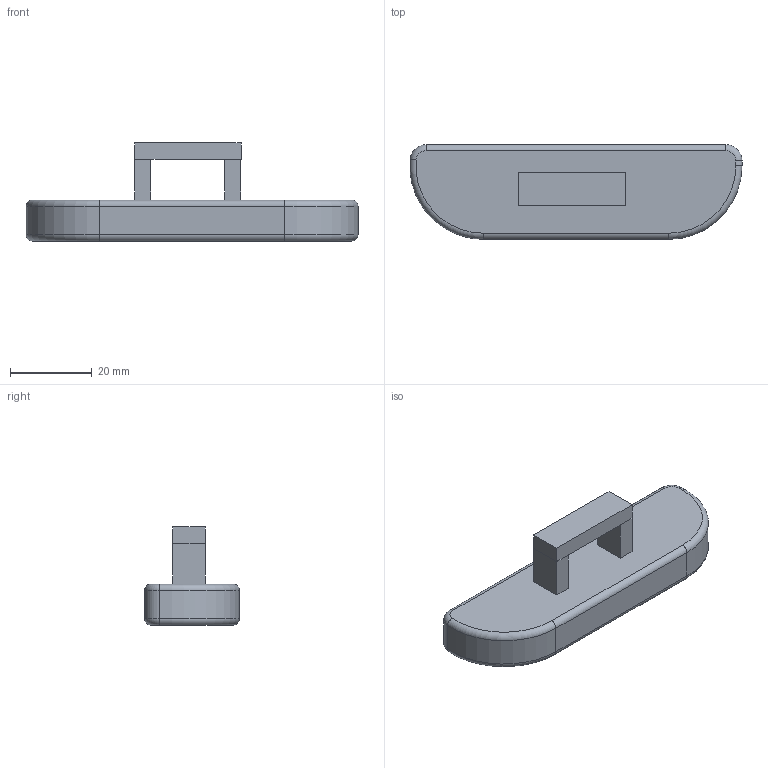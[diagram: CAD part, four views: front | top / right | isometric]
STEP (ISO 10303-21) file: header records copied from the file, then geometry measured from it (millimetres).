
FILE_DESCRIPTION(/* description */ ('Alibre Inc.'),/* implementation_level */ '2;1');
FILE_NAME(/* name */ 'export-3837AFA5-1D90-4CA3-A091-94BCD10B0516',/* time_stamp */ '2024-07-14T16:23:39-04:00',/* author */ (''),/* organization */ (''),/* preprocessor_version */ 'ST-DEVELOPER v17',/* originating_system */ 'Alibre',/* authorisation */ '');
FILE_SCHEMA (('CONFIG_CONTROL_DESIGN'));
Length unit declared in the file: centimetre
Bounding box: 81.27 x 23.2 x 24 mm (x, y, z)
Volume: 18695.5 mm3; surface area: 6175.6 mm2
Topology: 1 solids, 1 shells, 41 faces, 97 edges, 58 vertices
Faces by surface type: plane 23, cylinder 10, torus 8
Entity records: 1179 total; most frequent: ORIENTED_EDGE 194, CARTESIAN_POINT 186, DIRECTION 168, EDGE_CURVE 97, AXIS2_PLACEMENT_3D 69, VECTOR 59, LINE 59, VERTEX_POINT 58
